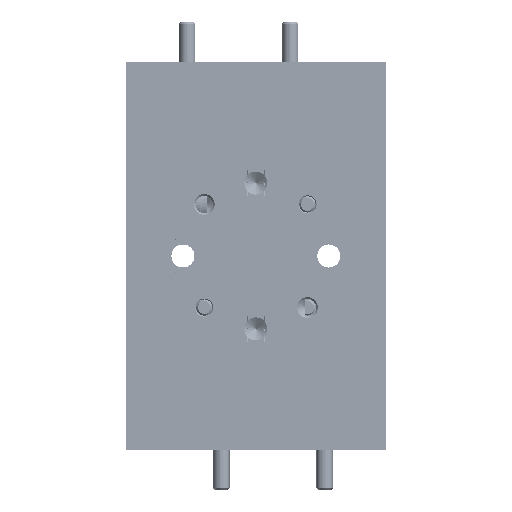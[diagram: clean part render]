
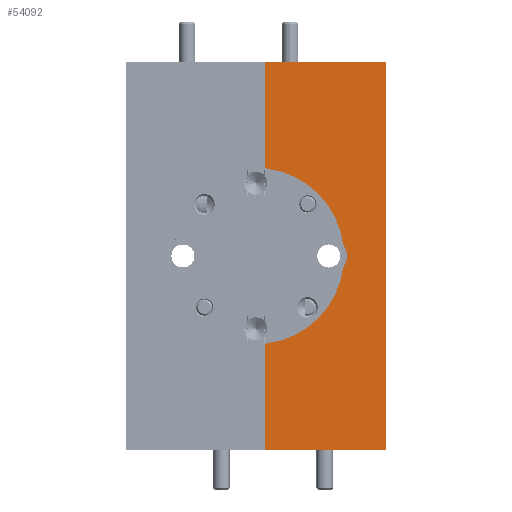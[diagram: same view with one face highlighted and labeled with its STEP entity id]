
A CAD part, left-side view. The second image highlights one B-rep face of the part: STEP entity #54092.
In plain terms, the highlighted planar face has unit normal (-1, 0, 0).
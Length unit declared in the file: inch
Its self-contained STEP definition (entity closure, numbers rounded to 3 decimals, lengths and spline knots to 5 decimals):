
#604 = ORIENTED_EDGE ( 'NONE', *, *, #148397, .T. ) ;
#921 = ORIENTED_EDGE ( 'NONE', *, *, #86847, .T. ) ;
#1087 = VERTEX_POINT ( 'NONE', #5373 ) ;
#1455 = EDGE_CURVE ( 'NONE', #166440, #109041, #107888, .T. ) ;
#1585 = CARTESIAN_POINT ( 'NONE',  ( -6.15832, 0.81493, 0.31645 ) ) ;
#2392 = ORIENTED_EDGE ( 'NONE', *, *, #122179, .F. ) ;
#3943 = DIRECTION ( 'NONE',  ( 0., 1., 0. ) ) ;
#5373 = CARTESIAN_POINT ( 'NONE',  ( -6.15832, 1.27993, 1.40803 ) ) ;
#9192 = LINE ( 'NONE', #1585, #125905 ) ;
#10435 = ORIENTED_EDGE ( 'NONE', *, *, #53474, .F. ) ;
#11995 = CARTESIAN_POINT ( 'NONE',  ( -6.15832, 1.27993, 0.72487 ) ) ;
#12478 = CARTESIAN_POINT ( 'NONE',  ( -6.15832, 0.978, 1.10822 ) ) ;
#14752 = CIRCLE ( 'NONE', #159830, 0.07 ) ;
#15576 = AXIS2_PLACEMENT_3D ( 'NONE', #165584, #139134, #152982 ) ;
#19923 = CARTESIAN_POINT ( 'NONE',  ( -6.15832, 1.31543, 0.7852 ) ) ;
#20497 = DIRECTION ( 'NONE',  ( -1., 0., 0. ) ) ;
#20705 = VECTOR ( 'NONE', #136528, 39.37008 ) ;
#21935 = AXIS2_PLACEMENT_3D ( 'NONE', #19923, #20497, #116443 ) ;
#24661 = AXIS2_PLACEMENT_3D ( 'NONE', #158511, #89753, #48767 ) ;
#25598 = EDGE_CURVE ( 'NONE', #87714, #159487, #50978, .T. ) ;
#27881 = CARTESIAN_POINT ( 'NONE',  ( -6.15832, 1.31543, 1.06645 ) ) ;
#32920 = VERTEX_POINT ( 'NONE', #179065 ) ;
#33632 = ORIENTED_EDGE ( 'NONE', *, *, #119143, .F. ) ;
#37113 = VECTOR ( 'NONE', #110532, 39.37008 ) ;
#39088 = VERTEX_POINT ( 'NONE', #43782 ) ;
#40266 = EDGE_LOOP ( 'NONE', ( #99772, #33632, #159193, #113272, #52313, #131112, #2392, #921, #604, #10435 ) ) ;
#41741 = DIRECTION ( 'NONE',  ( 0., 0., 1. ) ) ;
#41896 = CARTESIAN_POINT ( 'NONE',  ( -6.15832, 0.81493, 0.31645 ) ) ;
#43322 = VECTOR ( 'NONE', #131453, 39.37008 ) ;
#43782 = CARTESIAN_POINT ( 'NONE',  ( -6.15832, 1.27993, 0.31645 ) ) ;
#45415 = DIRECTION ( 'NONE',  ( 0., 0., 1. ) ) ;
#48767 = DIRECTION ( 'NONE',  ( 0., 0., 1. ) ) ;
#50978 = CIRCLE ( 'NONE', #15576, 0.34 ) ;
#52047 = CARTESIAN_POINT ( 'NONE',  ( -6.15832, 0.81493, 1.81645 ) ) ;
#52313 = ORIENTED_EDGE ( 'NONE', *, *, #95789, .T. ) ;
#53474 = EDGE_CURVE ( 'NONE', #159487, #1087, #78558, .T. ) ;
#54092 = ADVANCED_FACE ( 'NONE', ( #132421 ), #131386, .F. ) ;
#67196 = DIRECTION ( 'NONE',  ( 0., 0., -1. ) ) ;
#73578 = CARTESIAN_POINT ( 'NONE',  ( -6.15832, 1.27366, 1.40388 ) ) ;
#76556 = CARTESIAN_POINT ( 'NONE',  ( -6.15832, 1.27993, 0.31645 ) ) ;
#78558 = CIRCLE ( 'NONE', #142458, 0.07 ) ;
#78652 = VECTOR ( 'NONE', #67196, 39.37008 ) ;
#79242 = CARTESIAN_POINT ( 'NONE',  ( -6.15832, 1.27993, 0.31645 ) ) ;
#86847 = EDGE_CURVE ( 'NONE', #136299, #89063, #114788, .T. ) ;
#87058 = CARTESIAN_POINT ( 'NONE',  ( -6.15832, 0.81493, 0.31645 ) ) ;
#87714 = VERTEX_POINT ( 'NONE', #12478 ) ;
#89063 = VERTEX_POINT ( 'NONE', #146304 ) ;
#89753 = DIRECTION ( 'NONE',  ( 1., 0., 0. ) ) ;
#92718 = AXIS2_PLACEMENT_3D ( 'NONE', #27881, #137637, #41741 ) ;
#93916 = DIRECTION ( 'NONE',  ( -1., 0., 0. ) ) ;
#95789 = EDGE_CURVE ( 'NONE', #166440, #39088, #105920, .T. ) ;
#99772 = ORIENTED_EDGE ( 'NONE', *, *, #25598, .F. ) ;
#100869 = CARTESIAN_POINT ( 'NONE',  ( -6.15832, 1.31543, 1.3477 ) ) ;
#104789 = LINE ( 'NONE', #79242, #20705 ) ;
#105920 = LINE ( 'NONE', #76556, #43322 ) ;
#107888 = CIRCLE ( 'NONE', #21935, 0.07 ) ;
#109041 = VERTEX_POINT ( 'NONE', #126072 ) ;
#110532 = DIRECTION ( 'NONE',  ( 0., 1., 0. ) ) ;
#113272 = ORIENTED_EDGE ( 'NONE', *, *, #1455, .F. ) ;
#114788 = LINE ( 'NONE', #52047, #37113 ) ;
#116443 = DIRECTION ( 'NONE',  ( 0., 0., 1. ) ) ;
#119143 = EDGE_CURVE ( 'NONE', #32920, #87714, #14752, .T. ) ;
#121109 = DIRECTION ( 'NONE',  ( 0., 0., 1. ) ) ;
#122179 = EDGE_CURVE ( 'NONE', #136299, #174216, #175704, .T. ) ;
#125905 = VECTOR ( 'NONE', #3943, 39.37008 ) ;
#126072 = CARTESIAN_POINT ( 'NONE',  ( -6.15832, 1.27366, 0.72903 ) ) ;
#128022 = DIRECTION ( 'NONE',  ( -1., 0., 0. ) ) ;
#131112 = ORIENTED_EDGE ( 'NONE', *, *, #165809, .F. ) ;
#131386 = PLANE ( 'NONE',  #24661 ) ;
#131453 = DIRECTION ( 'NONE',  ( 0., 0., -1. ) ) ;
#132421 = FACE_OUTER_BOUND ( 'NONE', #40266, .T. ) ;
#133056 = EDGE_CURVE ( 'NONE', #109041, #32920, #177323, .T. ) ;
#134512 = CARTESIAN_POINT ( 'NONE',  ( -6.15832, 0.81493, 1.81645 ) ) ;
#136299 = VERTEX_POINT ( 'NONE', #134512 ) ;
#136528 = DIRECTION ( 'NONE',  ( 0., 0., -1. ) ) ;
#137637 = DIRECTION ( 'NONE',  ( -1., 0., 0. ) ) ;
#139134 = DIRECTION ( 'NONE',  ( -1., 0., 0. ) ) ;
#142458 = AXIS2_PLACEMENT_3D ( 'NONE', #100869, #128022, #45415 ) ;
#146304 = CARTESIAN_POINT ( 'NONE',  ( -6.15832, 1.27993, 1.81645 ) ) ;
#148397 = EDGE_CURVE ( 'NONE', #89063, #1087, #104789, .T. ) ;
#152982 = DIRECTION ( 'NONE',  ( 0., 0., 1. ) ) ;
#158511 = CARTESIAN_POINT ( 'NONE',  ( -6.15832, 0.81493, 0.31645 ) ) ;
#159193 = ORIENTED_EDGE ( 'NONE', *, *, #133056, .F. ) ;
#159487 = VERTEX_POINT ( 'NONE', #73578 ) ;
#159830 = AXIS2_PLACEMENT_3D ( 'NONE', #160894, #93916, #121109 ) ;
#160894 = CARTESIAN_POINT ( 'NONE',  ( -6.15832, 1.03418, 1.06645 ) ) ;
#165584 = CARTESIAN_POINT ( 'NONE',  ( -6.15832, 1.31543, 1.06645 ) ) ;
#165809 = EDGE_CURVE ( 'NONE', #174216, #39088, #9192, .T. ) ;
#166440 = VERTEX_POINT ( 'NONE', #11995 ) ;
#174216 = VERTEX_POINT ( 'NONE', #87058 ) ;
#175704 = LINE ( 'NONE', #41896, #78652 ) ;
#177323 = CIRCLE ( 'NONE', #92718, 0.34 ) ;
#179065 = CARTESIAN_POINT ( 'NONE',  ( -6.15832, 0.978, 1.02469 ) ) ;
